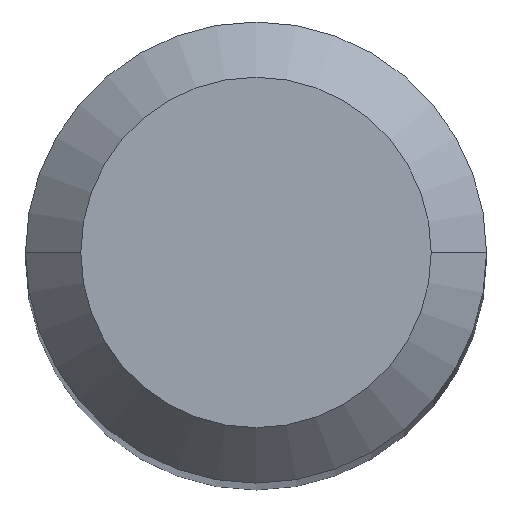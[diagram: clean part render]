
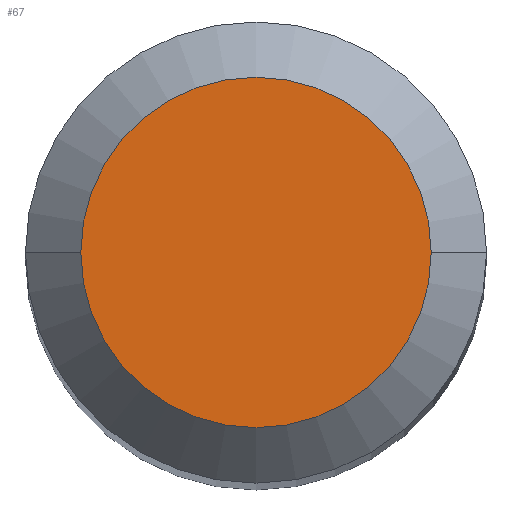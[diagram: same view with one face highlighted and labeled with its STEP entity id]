
A CAD part, top view. The second image highlights one B-rep face of the part: STEP entity #67.
In plain terms, the highlighted planar face has unit normal (0, 0, 1).
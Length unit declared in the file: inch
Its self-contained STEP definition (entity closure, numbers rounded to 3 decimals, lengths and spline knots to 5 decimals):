
#3 = AXIS2_PLACEMENT_3D ( 'NONE', #61, #65, #69 ) ;
#24 = CARTESIAN_POINT ( 'NONE',  ( 0., 0., 1.5 ) ) ;
#28 = CARTESIAN_POINT ( 'NONE',  ( -0.0475, 0., 1.5 ) ) ;
#44 = ORIENTED_EDGE ( 'NONE', *, *, #288, .T. ) ;
#61 = CARTESIAN_POINT ( 'NONE',  ( 0., 0., 1.5 ) ) ;
#65 = DIRECTION ( 'NONE',  ( 0., 0., 1. ) ) ;
#67 = ADVANCED_FACE ( 'NONE', ( #182 ), #246, .T. ) ;
#69 = DIRECTION ( 'NONE',  ( 1., 0., 0. ) ) ;
#83 = DIRECTION ( 'NONE',  ( 0., 0., 1. ) ) ;
#112 = VERTEX_POINT ( 'NONE', #167 ) ;
#113 = CIRCLE ( 'NONE', #275, 0.0475 ) ;
#117 = EDGE_CURVE ( 'NONE', #202, #112, #113, .T. ) ;
#127 = DIRECTION ( 'NONE',  ( 1., 0., 0. ) ) ;
#167 = CARTESIAN_POINT ( 'NONE',  ( 0.0475, 0., 1.5 ) ) ;
#182 = FACE_OUTER_BOUND ( 'NONE', #185, .T. ) ;
#185 = EDGE_LOOP ( 'NONE', ( #222, #44 ) ) ;
#187 = DIRECTION ( 'NONE',  ( 0., 0., 1. ) ) ;
#202 = VERTEX_POINT ( 'NONE', #28 ) ;
#222 = ORIENTED_EDGE ( 'NONE', *, *, #117, .T. ) ;
#246 = PLANE ( 'NONE',  #3 ) ;
#264 = CARTESIAN_POINT ( 'NONE',  ( 0., 0., 1.5 ) ) ;
#268 = DIRECTION ( 'NONE',  ( 1., 0., 0. ) ) ;
#271 = CIRCLE ( 'NONE', #279, 0.0475 ) ;
#275 = AXIS2_PLACEMENT_3D ( 'NONE', #24, #187, #127 ) ;
#279 = AXIS2_PLACEMENT_3D ( 'NONE', #264, #83, #268 ) ;
#288 = EDGE_CURVE ( 'NONE', #112, #202, #271, .T. ) ;
